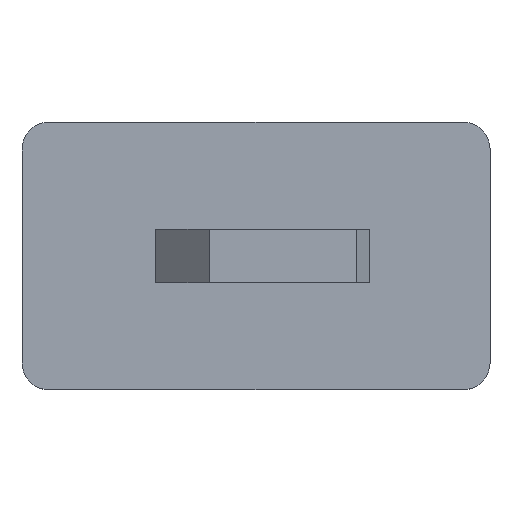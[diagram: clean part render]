
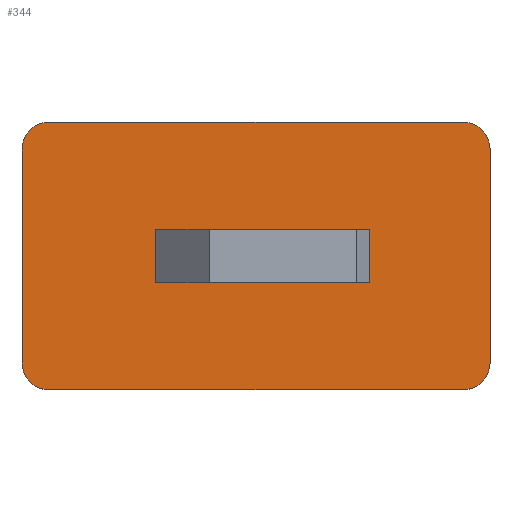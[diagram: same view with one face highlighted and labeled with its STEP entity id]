
A CAD part, top view. The second image highlights one B-rep face of the part: STEP entity #344.
In plain terms, the highlighted planar face has unit normal (0, 0, 1).
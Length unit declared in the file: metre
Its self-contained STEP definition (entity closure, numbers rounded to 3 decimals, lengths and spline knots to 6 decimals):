
#16=CIRCLE('',#377,0.001);
#17=CIRCLE('',#378,0.001);
#18=CIRCLE('',#379,0.001);
#19=CIRCLE('',#380,0.001);
#68=ORIENTED_EDGE('',*,*,#125,.T.);
#69=ORIENTED_EDGE('',*,*,#143,.T.);
#70=ORIENTED_EDGE('',*,*,#130,.F.);
#71=ORIENTED_EDGE('',*,*,#142,.F.);
#72=ORIENTED_EDGE('',*,*,#144,.F.);
#73=ORIENTED_EDGE('',*,*,#145,.T.);
#74=ORIENTED_EDGE('',*,*,#146,.F.);
#75=ORIENTED_EDGE('',*,*,#147,.T.);
#76=ORIENTED_EDGE('',*,*,#148,.T.);
#77=ORIENTED_EDGE('',*,*,#149,.T.);
#78=ORIENTED_EDGE('',*,*,#150,.T.);
#79=ORIENTED_EDGE('',*,*,#151,.T.);
#125=EDGE_CURVE('',#173,#172,#205,.T.);
#130=EDGE_CURVE('',#177,#174,#210,.T.);
#142=EDGE_CURVE('',#173,#177,#222,.T.);
#143=EDGE_CURVE('',#172,#174,#223,.T.);
#144=EDGE_CURVE('',#184,#185,#224,.T.);
#145=EDGE_CURVE('',#184,#186,#16,.T.);
#146=EDGE_CURVE('',#187,#186,#225,.T.);
#147=EDGE_CURVE('',#187,#188,#17,.T.);
#148=EDGE_CURVE('',#188,#189,#226,.T.);
#149=EDGE_CURVE('',#189,#190,#18,.T.);
#150=EDGE_CURVE('',#190,#191,#227,.T.);
#151=EDGE_CURVE('',#191,#185,#19,.T.);
#172=VERTEX_POINT('',#502);
#173=VERTEX_POINT('',#504);
#174=VERTEX_POINT('',#508);
#177=VERTEX_POINT('',#513);
#184=VERTEX_POINT('',#542);
#185=VERTEX_POINT('',#543);
#186=VERTEX_POINT('',#545);
#187=VERTEX_POINT('',#547);
#188=VERTEX_POINT('',#549);
#189=VERTEX_POINT('',#551);
#190=VERTEX_POINT('',#553);
#191=VERTEX_POINT('',#555);
#205=LINE('',#503,#245);
#210=LINE('',#514,#250);
#222=LINE('',#537,#262);
#223=LINE('',#539,#263);
#224=LINE('',#541,#264);
#225=LINE('',#546,#265);
#226=LINE('',#550,#266);
#227=LINE('',#554,#267);
#245=VECTOR('',#405,1.);
#250=VECTOR('',#412,1.);
#262=VECTOR('',#434,1.);
#263=VECTOR('',#437,1.);
#264=VECTOR('',#440,1.);
#265=VECTOR('',#443,1.);
#266=VECTOR('',#446,1.);
#267=VECTOR('',#449,1.);
#289=EDGE_LOOP('',(#68,#69,#70,#71));
#290=EDGE_LOOP('',(#72,#73,#74,#75,#76,#77,#78,#79));
#309=FACE_BOUND('',#289,.T.);
#310=FACE_BOUND('',#290,.T.);
#329=PLANE('',#376);
#344=ADVANCED_FACE('',(#309,#310),#329,.T.);
#376=AXIS2_PLACEMENT_3D('',#540,#438,#439);
#377=AXIS2_PLACEMENT_3D('',#544,#441,#442);
#378=AXIS2_PLACEMENT_3D('',#548,#444,#445);
#379=AXIS2_PLACEMENT_3D('',#552,#447,#448);
#380=AXIS2_PLACEMENT_3D('',#556,#450,#451);
#405=DIRECTION('',(0.,1.,0.));
#412=DIRECTION('',(0.,1.,0.));
#434=DIRECTION('',(1.,0.,0.));
#437=DIRECTION('',(1.,0.,0.));
#438=DIRECTION('',(0.,0.,1.));
#439=DIRECTION('',(1.,0.,0.));
#440=DIRECTION('',(1.,0.,0.));
#441=DIRECTION('',(0.,0.,1.));
#442=DIRECTION('',(1.,0.,0.));
#443=DIRECTION('',(0.,1.,0.));
#444=DIRECTION('',(0.,0.,1.));
#445=DIRECTION('',(1.,0.,0.));
#446=DIRECTION('',(1.,0.,0.));
#447=DIRECTION('',(0.,0.,1.));
#448=DIRECTION('',(1.,0.,0.));
#449=DIRECTION('',(0.,1.,0.));
#450=DIRECTION('',(0.,0.,1.));
#451=DIRECTION('',(1.,0.,0.));
#502=CARTESIAN_POINT('',(-0.456875,0.001,-0.009799));
#503=CARTESIAN_POINT('',(-0.456875,-0.001,-0.009799));
#504=CARTESIAN_POINT('',(-0.456875,-0.001,-0.009799));
#508=CARTESIAN_POINT('',(-0.453375,0.001,-0.009799));
#513=CARTESIAN_POINT('',(-0.453375,-0.001,-0.009799));
#514=CARTESIAN_POINT('',(-0.453375,-0.001,-0.009799));
#537=CARTESIAN_POINT('',(-0.455125,-0.001,-0.009799));
#539=CARTESIAN_POINT('',(-0.455125,0.001,-0.009799));
#540=CARTESIAN_POINT('',(-0.448875,-0.005,-0.009799));
#541=CARTESIAN_POINT('',(-0.448875,0.005,-0.009799));
#542=CARTESIAN_POINT('',(-0.460875,0.005,-0.009799));
#543=CARTESIAN_POINT('',(-0.445375,0.005,-0.009799));
#544=CARTESIAN_POINT('',(-0.460875,0.004,-0.009799));
#545=CARTESIAN_POINT('',(-0.461875,0.004,-0.009799));
#546=CARTESIAN_POINT('',(-0.461875,-0.005,-0.009799));
#547=CARTESIAN_POINT('',(-0.461875,-0.004,-0.009799));
#548=CARTESIAN_POINT('',(-0.460875,-0.004,-0.009799));
#549=CARTESIAN_POINT('',(-0.460875,-0.005,-0.009799));
#550=CARTESIAN_POINT('',(-0.448875,-0.005,-0.009799));
#551=CARTESIAN_POINT('',(-0.445375,-0.005,-0.009799));
#552=CARTESIAN_POINT('',(-0.445375,-0.004,-0.009799));
#553=CARTESIAN_POINT('',(-0.444375,-0.004,-0.009799));
#554=CARTESIAN_POINT('',(-0.444375,-0.005,-0.009799));
#555=CARTESIAN_POINT('',(-0.444375,0.004,-0.009799));
#556=CARTESIAN_POINT('',(-0.445375,0.004,-0.009799));
